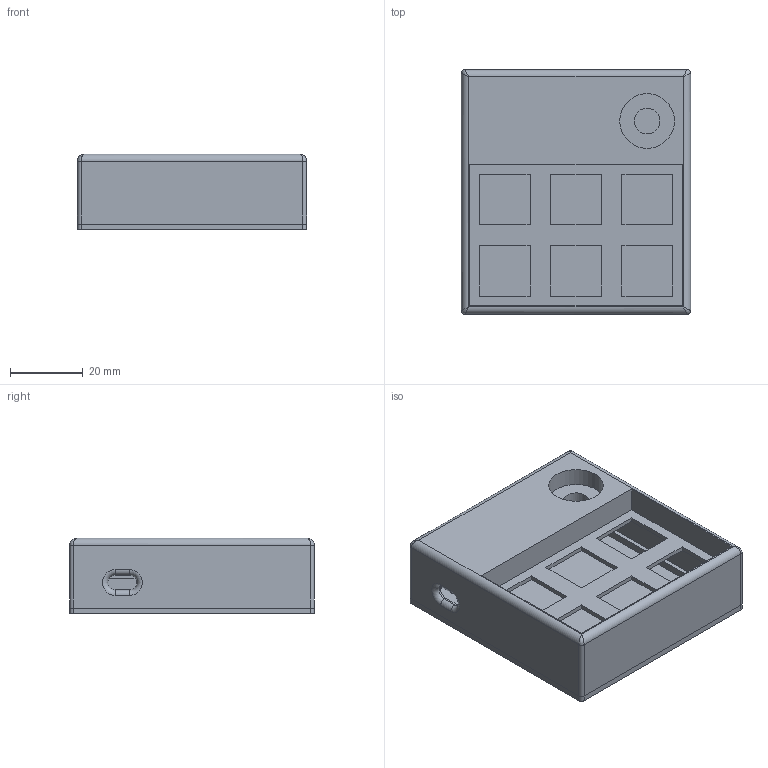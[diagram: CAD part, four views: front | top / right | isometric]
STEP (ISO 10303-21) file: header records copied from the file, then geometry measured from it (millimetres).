
FILE_DESCRIPTION(/* description */ (''),/* implementation_level */ '2;1');
FILE_NAME(/* name */ '3by2 rotary v7.step',/* time_stamp */ '2021-10-25T09:55:32+02:00',/* author */ (''),/* organization */ (''),/* preprocessor_version */ 'ST-DEVELOPER v18.1',/* originating_system */ 'Autodesk Translation Framework v10.10.0.1391',/* authorisation */ '');
FILE_SCHEMA (('AUTOMOTIVE_DESIGN { 1 0 10303 214 3 1 1 }'));
Length unit declared in the file: millimetre
Products named in the file (1): 3by2 rotary
Bounding box: 62.8 x 67.06 x 20.8 mm (x, y, z)
Volume: 29164.6 mm3; surface area: 26035.9 mm2
Topology: 2 solids, 2 shells, 133 faces, 356 edges, 228 vertices
Faces by surface type: plane 87, cylinder 40, bspline 4, torus 2
Full cylindrical faces by diameter (mm): 4 x1, 7 x1, 15 x1
Entity records: 4256 total; most frequent: CARTESIAN_POINT 830, ORIENTED_EDGE 704, DIRECTION 694, EDGE_CURVE 352, LINE 270, VECTOR 270, VERTEX_POINT 228, AXIS2_PLACEMENT_3D 212
